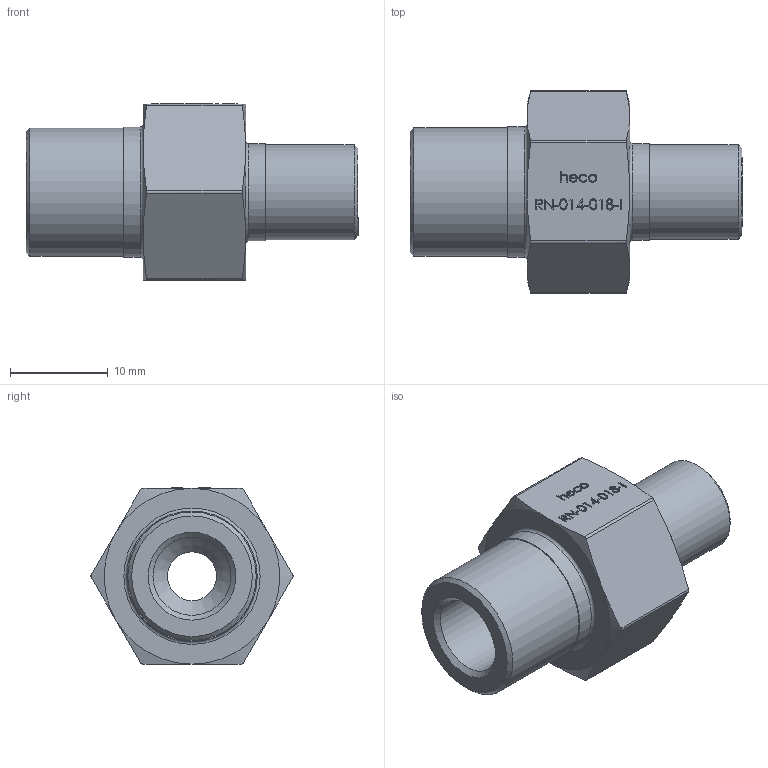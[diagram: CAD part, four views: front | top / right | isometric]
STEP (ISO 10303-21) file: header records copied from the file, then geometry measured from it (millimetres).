
FILE_DESCRIPTION (( 'STEP AP214' ), '1' );
FILE_NAME ('heco_RN-014-018-I.STEP', '2016-07-04T09:32:17', ( '' ), ( '' ), 'SwSTEP 2.0', 'SolidWorks 2011', '' );
FILE_SCHEMA (( 'AUTOMOTIVE_DESIGN' ));
Length unit declared in the file: millimetre
Products named in the file (1): heco_RN-014-018-I
Bounding box: 34 x 20.69 x 18.05 mm (x, y, z)
Volume: 4237.2 mm3; surface area: 2654.6 mm2
Topology: 1 solids, 1 shells, 217 faces, 543 edges, 356 vertices
Faces by surface type: plane 111, bspline 75, cone 17, cylinder 12, torus 2
Full cylindrical faces by diameter (mm): 5 x1, 8 x1, 9.728 x1, 9.928 x1, 13.157 x1, 13.357 x1
Entity records: 12513 total; most frequent: CARTESIAN_POINT 6099, ORIENTED_EDGE 1056, DIRECTION 658, EDGE_CURVE 528, VERTEX_POINT 354, LINE 312, VECTOR 312, EDGE_LOOP 260
